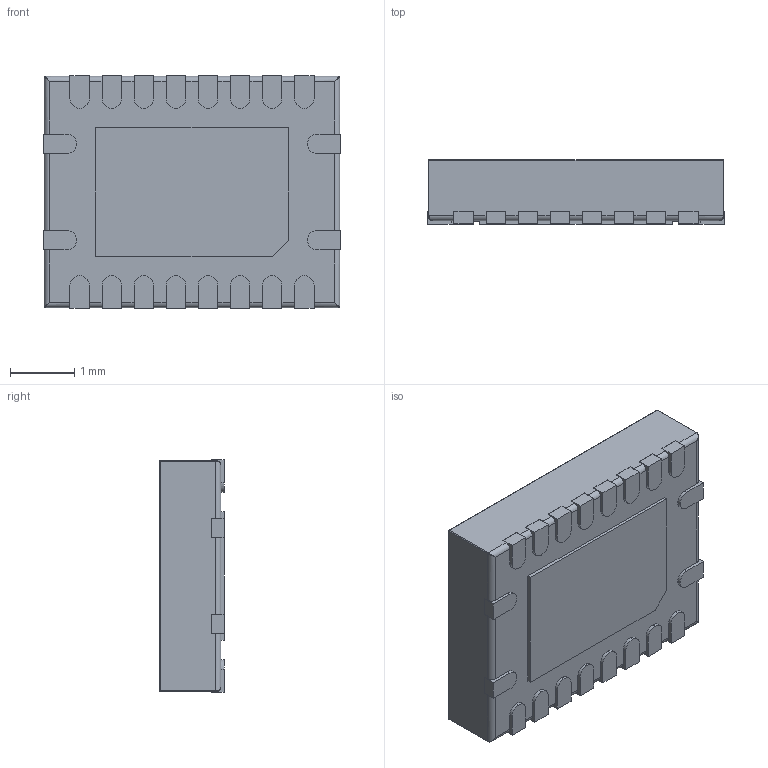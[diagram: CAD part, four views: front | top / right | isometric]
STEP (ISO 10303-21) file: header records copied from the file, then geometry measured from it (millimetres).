
FILE_DESCRIPTION (( 'STEP AP214' ), '1' );
FILE_NAME ('PVQFN-N20 (RGY)-1.STEP', '2020-03-25T15:07:45', ( '' ), ( '' ), 'SwSTEP 2.0', 'SolidWorks 2019', '' );
FILE_SCHEMA (( 'AUTOMOTIVE_DESIGN' ));
Length unit declared in the file: millimetre
Products named in the file (1): PVQFN-N20 (RGY)-1
Bounding box: 4.62 x 1 x 3.62 mm (x, y, z)
Volume: 16.2 mm3; surface area: 50.5 mm2
Topology: 1 solids, 1 shells, 215 faces, 617 edges, 398 vertices
Faces by surface type: plane 133, cylinder 74, bspline 4, sphere 4
Entity records: 9358 total; most frequent: CARTESIAN_POINT 1291, ORIENTED_EDGE 1218, DIRECTION 1165, EDGE_CURVE 609, LINE 461, VECTOR 461, VERTEX_POINT 398, AXIS2_PLACEMENT_3D 352
